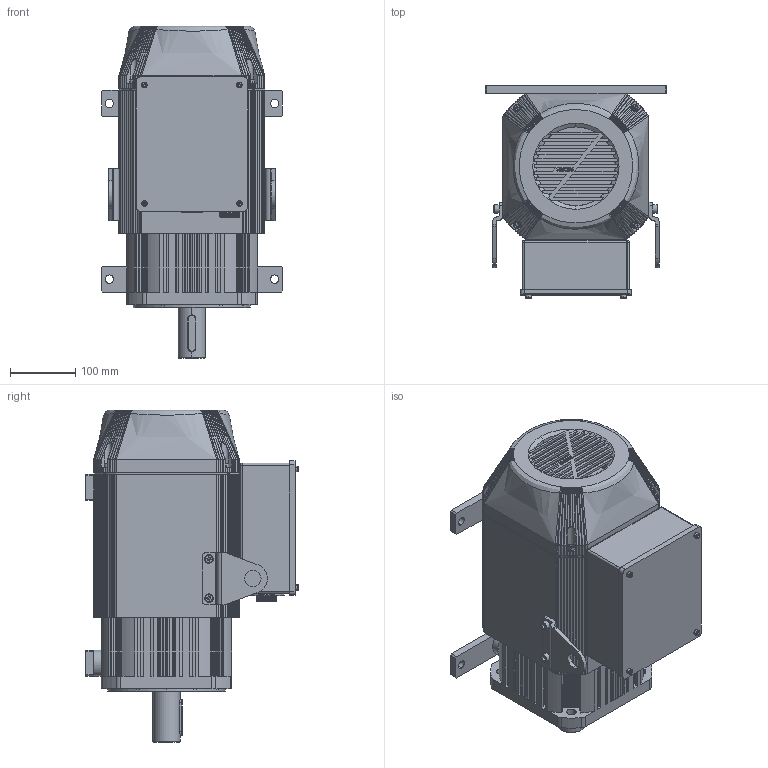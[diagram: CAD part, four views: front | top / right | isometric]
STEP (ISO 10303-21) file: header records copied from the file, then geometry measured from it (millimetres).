
FILE_DESCRIPTION (( 'STEP AP203' ), '1' );
FILE_NAME ('10002030101-0033-SV-X7VMM20-18D15CH-DN0F-0BH-5僇俋倛芞.STEP', '2025-10-29T02:22:03', ( '' ), ( '' ), 'SwSTEP 2.0', 'SolidWorks 2021', '' );
FILE_SCHEMA (( 'CONFIG_CONTROL_DESIGN' ));
Products named in the file (1): 10002030101-0033-SV-X7VMM20-18D15CH-DN0F-0BH-5僇俋倛芞
Bounding box: 278 x 326.5 x 510 mm (x, y, z)
Volume: 17966812.6 mm3; surface area: 1065190.5 mm2
Topology: 8 solids, 39 shells, 3616 faces, 9862 edges, 6261 vertices
Faces by surface type: plane 1495, cylinder 1193, bspline 374, cone 241, torus 209, sphere 104
Entity records: 150418 total; most frequent: CARTESIAN_POINT 61360, ORIENTED_EDGE 19258, DIRECTION 17952, EDGE_CURVE 9629, AXIS2_PLACEMENT_3D 6573, VERTEX_POINT 6206, VECTOR 4806, LINE 4806
